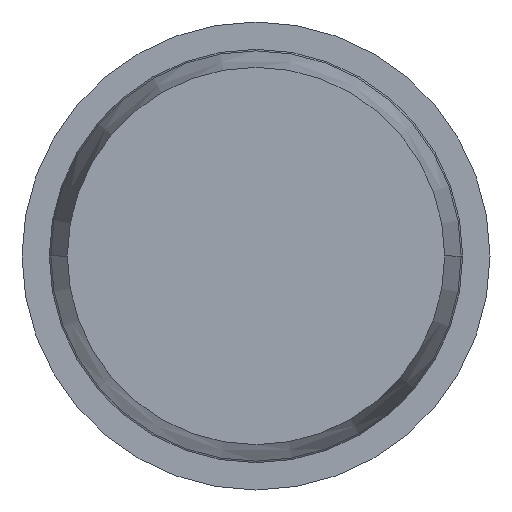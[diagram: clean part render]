
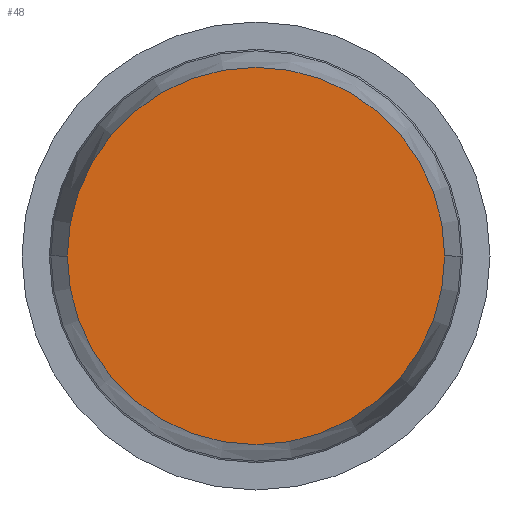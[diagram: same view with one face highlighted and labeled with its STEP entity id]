
A CAD part, front view. The second image highlights one B-rep face of the part: STEP entity #48.
In plain terms, the highlighted planar face has unit normal (0, -1, 0).
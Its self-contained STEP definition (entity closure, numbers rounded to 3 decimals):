
#33 = CIRCLE ( 'NONE', #527, 1.209 ) ;
#48 = ADVANCED_FACE ( 'Defeature ausgef�hrt1_0', ( #1046 ), #793, .T. ) ;
#228 = CARTESIAN_POINT ( 'NONE',  ( 0., -19., 0. ) ) ;
#297 = EDGE_LOOP ( 'NONE', ( #1237, #2976 ) ) ;
#417 = AXIS2_PLACEMENT_3D ( 'NONE', #3242, #2992, #896 ) ;
#527 = AXIS2_PLACEMENT_3D ( 'NONE', #228, #2069, #1503 ) ;
#793 = PLANE ( 'NONE',  #417 ) ;
#873 = VERTEX_POINT ( 'NONE', #2950 ) ;
#896 = DIRECTION ( 'NONE',  ( 1., 0., 0. ) ) ;
#1046 = FACE_OUTER_BOUND ( 'NONE', #297, .T. ) ;
#1231 = DIRECTION ( 'NONE',  ( 1., 0., 0. ) ) ;
#1237 = ORIENTED_EDGE ( 'NONE', *, *, #3303, .T. ) ;
#1382 = EDGE_CURVE ( 'Defeature ausgef�hrt1_0+Defeature ausgef�hrt1_10+Defeature ausgef�hrt1_10+Defeature ausgef�hrt1_10', #873, #3071, #1830, .T. ) ;
#1503 = DIRECTION ( 'NONE',  ( 1., 0., 0. ) ) ;
#1830 = CIRCLE ( 'NONE', #2534, 1.209 ) ;
#2069 = DIRECTION ( 'NONE',  ( 0., -1., 0. ) ) ;
#2534 = AXIS2_PLACEMENT_3D ( 'NONE', #3302, #2791, #1231 ) ;
#2676 = CARTESIAN_POINT ( 'NONE',  ( -1.209, -19., 0. ) ) ;
#2791 = DIRECTION ( 'NONE',  ( 0., -1., 0. ) ) ;
#2950 = CARTESIAN_POINT ( 'NONE',  ( 1.209, -19., 0. ) ) ;
#2976 = ORIENTED_EDGE ( 'NONE', *, *, #1382, .T. ) ;
#2992 = DIRECTION ( 'NONE',  ( 0., -1., 0. ) ) ;
#3071 = VERTEX_POINT ( 'NONE', #2676 ) ;
#3242 = CARTESIAN_POINT ( 'NONE',  ( 0., -19., 0. ) ) ;
#3302 = CARTESIAN_POINT ( 'NONE',  ( 0., -19., 0. ) ) ;
#3303 = EDGE_CURVE ( 'Defeature ausgef�hrt1_0+Defeature ausgef�hrt1_10+Defeature ausgef�hrt1_10+Defeature ausgef�hrt1_10', #3071, #873, #33, .T. ) ;
